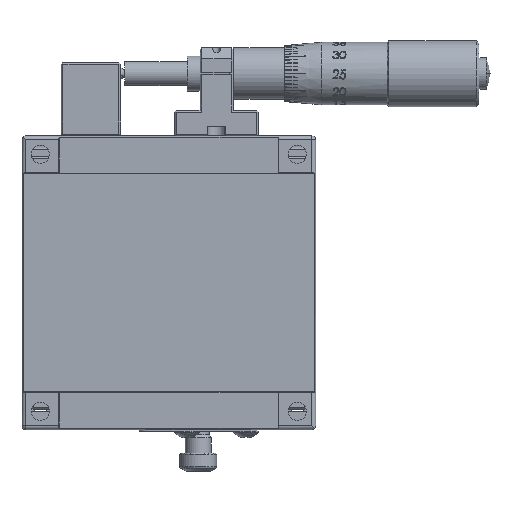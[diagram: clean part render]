
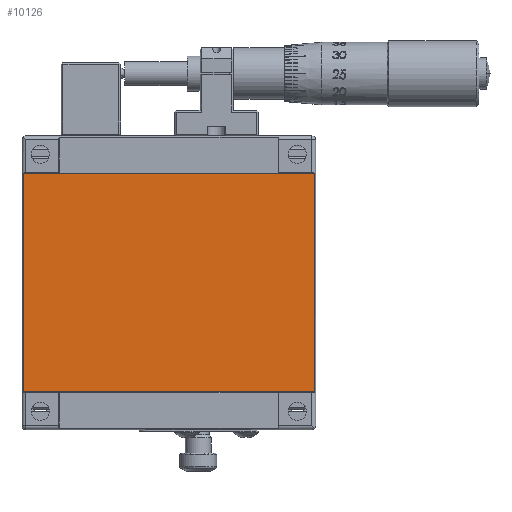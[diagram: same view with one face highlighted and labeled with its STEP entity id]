
A CAD part, front view. The second image highlights one B-rep face of the part: STEP entity #10126.
In plain terms, the highlighted planar face has unit normal (0, -1, 0).
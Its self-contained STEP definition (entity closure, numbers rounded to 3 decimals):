
#893 = PLANE ( 'NONE',  #17531 ) ;
#4139 = EDGE_LOOP ( 'NONE', ( #62969, #20037, #12359, #52581 ) ) ;
#4140 = EDGE_CURVE ( 'NONE', #14162, #46674, #54898, .T. ) ;
#5749 = CARTESIAN_POINT ( 'NONE',  ( 35.31, -6.46, -29.7 ) ) ;
#8809 = DIRECTION ( 'NONE',  ( 0., 0., -1. ) ) ;
#10126 = ADVANCED_FACE ( 'NONE', ( #26651 ), #893, .F. ) ;
#12359 = ORIENTED_EDGE ( 'NONE', *, *, #47501, .T. ) ;
#14162 = VERTEX_POINT ( 'NONE', #31871 ) ;
#16557 = CARTESIAN_POINT ( 'NONE',  ( 35.024, -6.46, -29.7 ) ) ;
#17531 = AXIS2_PLACEMENT_3D ( 'NONE', #36162, #42240, #20882 ) ;
#18810 = LINE ( 'NONE', #29993, #47049 ) ;
#20001 = DIRECTION ( 'NONE',  ( -1., 0., 0. ) ) ;
#20037 = ORIENTED_EDGE ( 'NONE', *, *, #45324, .T. ) ;
#20882 = DIRECTION ( 'NONE',  ( 1., 0., 0. ) ) ;
#20985 = DIRECTION ( 'NONE',  ( -1., 0., 0. ) ) ;
#26651 = FACE_OUTER_BOUND ( 'NONE', #4139, .T. ) ;
#29993 = CARTESIAN_POINT ( 'NONE',  ( 35.024, -6.46, -29.7 ) ) ;
#31490 = VECTOR ( 'NONE', #20985, 1000. ) ;
#31871 = CARTESIAN_POINT ( 'NONE',  ( -44.404, -6.46, 29.7 ) ) ;
#33755 = CARTESIAN_POINT ( 'NONE',  ( 35.024, -6.46, 29.7 ) ) ;
#36162 = CARTESIAN_POINT ( 'NONE',  ( 35.31, -6.46, 29.7 ) ) ;
#39787 = VECTOR ( 'NONE', #20001, 1000. ) ;
#40477 = EDGE_CURVE ( 'NONE', #51547, #46674, #51859, .T. ) ;
#40730 = VERTEX_POINT ( 'NONE', #33755 ) ;
#42240 = DIRECTION ( 'NONE',  ( 0., 1., 0. ) ) ;
#45324 = EDGE_CURVE ( 'NONE', #51547, #40730, #18810, .T. ) ;
#46454 = CARTESIAN_POINT ( 'NONE',  ( -44.404, -6.46, -29.7 ) ) ;
#46466 = LINE ( 'NONE', #66452, #39787 ) ;
#46674 = VERTEX_POINT ( 'NONE', #46454 ) ;
#47049 = VECTOR ( 'NONE', #54743, 1000. ) ;
#47501 = EDGE_CURVE ( 'NONE', #40730, #14162, #46466, .T. ) ;
#51547 = VERTEX_POINT ( 'NONE', #16557 ) ;
#51859 = LINE ( 'NONE', #5749, #31490 ) ;
#52581 = ORIENTED_EDGE ( 'NONE', *, *, #4140, .T. ) ;
#54743 = DIRECTION ( 'NONE',  ( 0., 0., 1. ) ) ;
#54898 = LINE ( 'NONE', #65086, #63464 ) ;
#62969 = ORIENTED_EDGE ( 'NONE', *, *, #40477, .F. ) ;
#63464 = VECTOR ( 'NONE', #8809, 1000. ) ;
#65086 = CARTESIAN_POINT ( 'NONE',  ( -44.404, -6.46, 29.7 ) ) ;
#66452 = CARTESIAN_POINT ( 'NONE',  ( 35.31, -6.46, 29.7 ) ) ;
